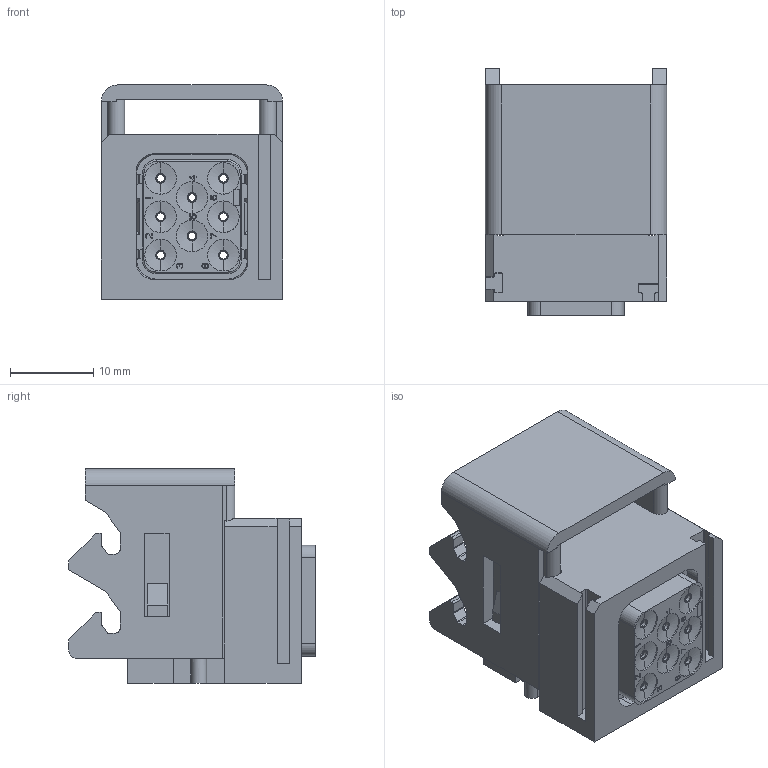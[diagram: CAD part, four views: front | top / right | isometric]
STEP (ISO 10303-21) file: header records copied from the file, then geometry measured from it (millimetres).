
FILE_DESCRIPTION((''),'2;1');
FILE_NAME('35599139000PSU','2020-02-19T',('presta_be4'),(''),'CREO PARAMETRIC BY PTC INC, 2018360','CREO PARAMETRIC BY PTC INC, 2018360','');
FILE_SCHEMA(('CONFIG_CONTROL_DESIGN'));
Products named in the file (1): 35599139000PSU
Bounding box: 21.8 x 29.69 x 25.75 mm (x, y, z)
Volume: 7004.4 mm3; surface area: 9495.5 mm2
Topology: 1 solids, 1 shells, 2391 faces, 5980 edges, 3652 vertices
Faces by surface type: plane 1027, cylinder 434, bspline 320, torus 320, cone 226, sphere 64
Entity records: 102880 total; most frequent: CARTESIAN_POINT 47795, ORIENTED_EDGE 11960, DIRECTION 10958, EDGE_CURVE 5980, AXIS2_PLACEMENT_3D 3915, VERTEX_POINT 3652, VECTOR 3128, LINE 3128
